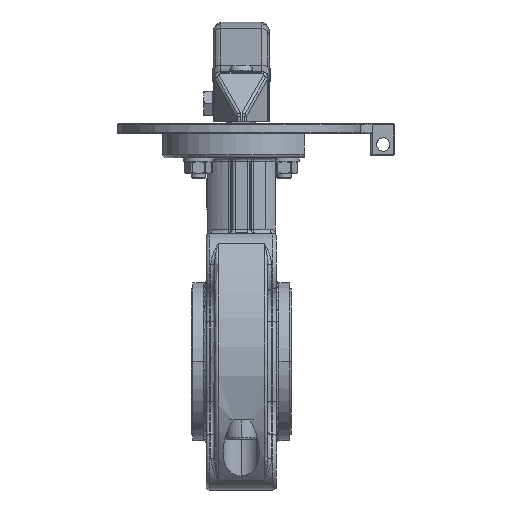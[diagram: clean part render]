
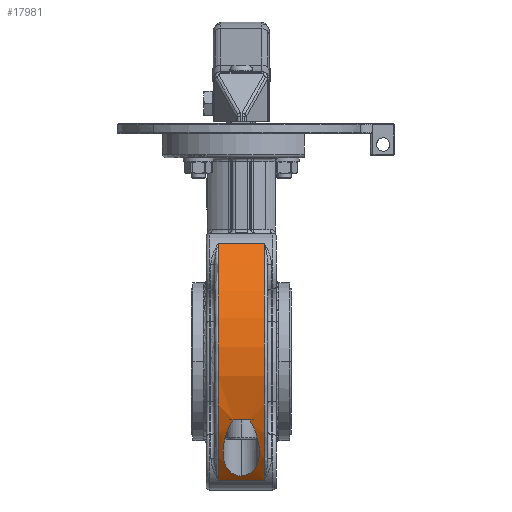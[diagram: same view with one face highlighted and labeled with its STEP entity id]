
A CAD part, front view. The second image highlights one B-rep face of the part: STEP entity #17981.
In plain terms, the highlighted cylindrical face has radius 69 mm (diameter 138 mm), a partial arc.
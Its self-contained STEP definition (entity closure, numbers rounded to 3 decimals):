
#4274=CARTESIAN_POINT('',(3.387,-64.692,-24.));
#4275=VERTEX_POINT('',#4274);
#4283=CARTESIAN_POINT('',(-0.,-50.5,-47.019));
#4284=VERTEX_POINT('',#4283);
#4291=CARTESIAN_POINT('',(3.387,-64.692,-24.));
#4292=CARTESIAN_POINT('',(3.764,-64.501,-24.514));
#4293=CARTESIAN_POINT('',(4.091,-64.297,-25.046));
#4294=CARTESIAN_POINT('',(4.391,-64.08,-25.588));
#4295=CARTESIAN_POINT('',(4.691,-63.864,-26.129));
#4296=CARTESIAN_POINT('',(4.961,-63.636,-26.681));
#4297=CARTESIAN_POINT('',(5.209,-63.396,-27.239));
#4298=CARTESIAN_POINT('',(5.706,-62.917,-28.355));
#4299=CARTESIAN_POINT('',(6.117,-62.388,-29.501));
#4300=CARTESIAN_POINT('',(6.451,-61.826,-30.635));
#4301=CARTESIAN_POINT('',(6.784,-61.264,-31.77));
#4302=CARTESIAN_POINT('',(7.041,-60.666,-32.898));
#4303=CARTESIAN_POINT('',(7.22,-60.03,-34.021));
#4304=CARTESIAN_POINT('',(7.399,-59.394,-35.143));
#4305=CARTESIAN_POINT('',(7.5,-58.72,-36.258));
#4306=CARTESIAN_POINT('',(7.5,-58.004,-37.37));
#4307=CARTESIAN_POINT('',(7.5,-57.647,-37.925));
#4308=CARTESIAN_POINT('',(7.475,-57.281,-38.475));
#4309=CARTESIAN_POINT('',(7.42,-56.91,-39.016));
#4310=CARTESIAN_POINT('',(7.366,-56.54,-39.556));
#4311=CARTESIAN_POINT('',(7.283,-56.163,-40.088));
#4312=CARTESIAN_POINT('',(7.165,-55.782,-40.612));
#4313=CARTESIAN_POINT('',(7.106,-55.592,-40.874));
#4314=CARTESIAN_POINT('',(7.038,-55.4,-41.133));
#4315=CARTESIAN_POINT('',(6.961,-55.207,-41.39));
#4316=CARTESIAN_POINT('',(6.883,-55.014,-41.648));
#4317=CARTESIAN_POINT('',(6.796,-54.82,-41.903));
#4318=CARTESIAN_POINT('',(6.699,-54.627,-42.153));
#4319=CARTESIAN_POINT('',(6.505,-54.242,-42.652));
#4320=CARTESIAN_POINT('',(6.271,-53.86,-43.133));
#4321=CARTESIAN_POINT('',(5.989,-53.485,-43.593));
#4322=CARTESIAN_POINT('',(5.847,-53.297,-43.823));
#4323=CARTESIAN_POINT('',(5.694,-53.112,-44.048));
#4324=CARTESIAN_POINT('',(5.525,-52.929,-44.267));
#4325=CARTESIAN_POINT('',(5.357,-52.745,-44.486));
#4326=CARTESIAN_POINT('',(5.175,-52.565,-44.699));
#4327=CARTESIAN_POINT('',(4.979,-52.391,-44.902));
#4328=CARTESIAN_POINT('',(4.589,-52.044,-45.306));
#4329=CARTESIAN_POINT('',(4.144,-51.721,-45.674));
#4330=CARTESIAN_POINT('',(3.631,-51.438,-45.991));
#4331=CARTESIAN_POINT('',(3.118,-51.154,-46.309));
#4332=CARTESIAN_POINT('',(2.557,-50.92,-46.564));
#4333=CARTESIAN_POINT('',(1.934,-50.754,-46.745));
#4334=CARTESIAN_POINT('',(1.312,-50.588,-46.925));
#4335=CARTESIAN_POINT('',(0.668,-50.5,-47.019));
#4336=CARTESIAN_POINT('',(-0.,-50.5,-47.019));
#4337=B_SPLINE_CURVE_WITH_KNOTS('',3,(#4291,#4292,#4293,#4294,#4295,#4296,#4297,#4298,#4299,#4300,#4301,#4302,#4303,#4304,#4305,#4306,#4307,#4308,#4309,#4310,#4311,#4312,#4313,#4314,#4315,#4316,
#4317,#4318,#4319,#4320,#4321,#4322,#4323,#4324,#4325,#4326,#4327,#4328,#4329,#4330,#4331,#4332,#4333,#4334,#4335,#4336),.UNSPECIFIED.,.F.,.F.,(4,3,3,3,3,3,3,3,3,3,3,3,3,3,3,4),(0.,0.002,0.004,0.008,0.012,0.016,0.018,0.02,0.021,0.022,0.024,0.025,0.026,0.028,0.029,0.031),.UNSPECIFIED.);
#4338=EDGE_CURVE('NONE',#4275,#4284,#4337,.T.);
#12304=CARTESIAN_POINT('',(-9.5,-48.79,-48.79));
#12305=VERTEX_POINT('',#12304);
#12402=CARTESIAN_POINT('',(9.5,-48.79,-48.79));
#12403=VERTEX_POINT('',#12402);
#12423=CARTESIAN_POINT('',(9.5,-48.79,-48.79));
#12424=DIRECTION('',(-1.,-0.,0.));
#12425=VECTOR('',#12424,19.);
#12426=LINE('',#12423,#12425);
#12427=EDGE_CURVE('NONE',#12403,#12305,#12426,.T.);
#13761=CARTESIAN_POINT('',(-3.387,-64.692,-24.));
#13762=VERTEX_POINT('',#13761);
#13763=CARTESIAN_POINT('',(-3.387,-64.692,-24.));
#13764=DIRECTION('',(1.,0.,-0.));
#13765=VECTOR('',#13764,6.774);
#13766=LINE('',#13763,#13765);
#13767=EDGE_CURVE('NONE',#13762,#4275,#13766,.T.);
#13791=CARTESIAN_POINT('',(-0.,-50.5,-47.019));
#13792=CARTESIAN_POINT('',(-0.667,-50.5,-47.019));
#13793=CARTESIAN_POINT('',(-1.323,-50.59,-46.923));
#13794=CARTESIAN_POINT('',(-1.943,-50.756,-46.742));
#13795=CARTESIAN_POINT('',(-2.254,-50.839,-46.652));
#13796=CARTESIAN_POINT('',(-2.55,-50.94,-46.542));
#13797=CARTESIAN_POINT('',(-2.833,-51.056,-46.415));
#13798=CARTESIAN_POINT('',(-3.116,-51.171,-46.288));
#13799=CARTESIAN_POINT('',(-3.388,-51.303,-46.142));
#13800=CARTESIAN_POINT('',(-3.643,-51.444,-45.984));
#13801=CARTESIAN_POINT('',(-4.153,-51.727,-45.667));
#13802=CARTESIAN_POINT('',(-4.595,-52.05,-45.3));
#13803=CARTESIAN_POINT('',(-4.987,-52.398,-44.894));
#13804=CARTESIAN_POINT('',(-5.183,-52.572,-44.69));
#13805=CARTESIAN_POINT('',(-5.365,-52.753,-44.477));
#13806=CARTESIAN_POINT('',(-5.532,-52.936,-44.259));
#13807=CARTESIAN_POINT('',(-5.699,-53.118,-44.04));
#13808=CARTESIAN_POINT('',(-5.852,-53.303,-43.816));
#13809=CARTESIAN_POINT('',(-5.993,-53.491,-43.586));
#13810=CARTESIAN_POINT('',(-6.275,-53.865,-43.126));
#13811=CARTESIAN_POINT('',(-6.509,-54.248,-42.644));
#13812=CARTESIAN_POINT('',(-6.703,-54.635,-42.142));
#13813=CARTESIAN_POINT('',(-6.897,-55.022,-41.641));
#13814=CARTESIAN_POINT('',(-7.049,-55.408,-41.126));
#13815=CARTESIAN_POINT('',(-7.166,-55.787,-40.605));
#13816=CARTESIAN_POINT('',(-7.283,-56.167,-40.084));
#13817=CARTESIAN_POINT('',(-7.366,-56.542,-39.553));
#13818=CARTESIAN_POINT('',(-7.42,-56.911,-39.015));
#13819=CARTESIAN_POINT('',(-7.475,-57.28,-38.477));
#13820=CARTESIAN_POINT('',(-7.5,-57.643,-37.93));
#13821=CARTESIAN_POINT('',(-7.5,-58.001,-37.376));
#13822=CARTESIAN_POINT('',(-7.5,-58.358,-36.821));
#13823=CARTESIAN_POINT('',(-7.474,-58.708,-36.261));
#13824=CARTESIAN_POINT('',(-7.427,-59.046,-35.702));
#13825=CARTESIAN_POINT('',(-7.379,-59.384,-35.142));
#13826=CARTESIAN_POINT('',(-7.309,-59.712,-34.582));
#13827=CARTESIAN_POINT('',(-7.22,-60.03,-34.02));
#13828=CARTESIAN_POINT('',(-7.041,-60.667,-32.896));
#13829=CARTESIAN_POINT('',(-6.783,-61.266,-31.767));
#13830=CARTESIAN_POINT('',(-6.45,-61.828,-30.632));
#13831=CARTESIAN_POINT('',(-6.116,-62.39,-29.498));
#13832=CARTESIAN_POINT('',(-5.705,-62.918,-28.352));
#13833=CARTESIAN_POINT('',(-5.208,-63.397,-27.237));
#13834=CARTESIAN_POINT('',(-4.96,-63.636,-26.68));
#13835=CARTESIAN_POINT('',(-4.69,-63.864,-26.128));
#13836=CARTESIAN_POINT('',(-4.391,-64.081,-25.587));
#13837=CARTESIAN_POINT('',(-4.091,-64.297,-25.045));
#13838=CARTESIAN_POINT('',(-3.763,-64.501,-24.513));
#13839=CARTESIAN_POINT('',(-3.387,-64.692,-24.));
#13840=B_SPLINE_CURVE_WITH_KNOTS('',3,(#13791,#13792,#13793,#13794,#13795,#13796,#13797,#13798,#13799,#13800,#13801,#13802,#13803,#13804,#13805,#13806,#13807,#13808,#13809,#13810,#13811,#13812,#13813,#13814,#13815,#13816,
#13817,#13818,#13819,#13820,#13821,#13822,#13823,#13824,#13825,#13826,#13827,#13828,#13829,#13830,#13831,#13832,#13833,#13834,#13835,#13836,#13837,#13838,#13839),.UNSPECIFIED.,.F.,.F.,(4,3,3,3,3,3,3,3,3,3,3,3,3,3,3,3,4),(0.031,0.033,0.034,0.035,0.037,0.038,0.039,0.041,0.043,0.045,0.047,0.049,0.051,0.055,0.059,0.061,0.063),.UNSPECIFIED.);
#13841=EDGE_CURVE('NONE',#4284,#13762,#13840,.T.);
#16672=CARTESIAN_POINT('',(9.5,-48.79,48.79));
#16673=VERTEX_POINT('',#16672);
#16722=CARTESIAN_POINT('',(9.5,0.,0.));
#16723=DIRECTION('',(1.,0.,0.));
#16724=DIRECTION('',(0.,0.,-1.));
#16725=AXIS2_PLACEMENT_3D('',#16722,#16723,#16724);
#16726=CIRCLE('',#16725,69.);
#16727=EDGE_CURVE('NONE',#16673,#12403,#16726,.T.);
#16789=CARTESIAN_POINT('',(-9.5,-48.79,48.79));
#16790=VERTEX_POINT('',#16789);
#16810=CARTESIAN_POINT('',(-9.5,-48.79,48.79));
#16811=DIRECTION('',(1.,0.,0.));
#16812=VECTOR('',#16811,19.);
#16813=LINE('',#16810,#16812);
#16814=EDGE_CURVE('NONE',#16790,#16673,#16813,.T.);
#17069=CARTESIAN_POINT('',(-9.5,0.,0.));
#17070=DIRECTION('',(-1.,-0.,-0.));
#17071=DIRECTION('',(-0.,-0.,1.));
#17072=AXIS2_PLACEMENT_3D('',#17069,#17070,#17071);
#17073=CIRCLE('',#17072,69.);
#17074=EDGE_CURVE('NONE',#12305,#16790,#17073,.T.);
#17965=CARTESIAN_POINT('',(0.,0.,0.));
#17966=DIRECTION('',(1.,0.,0.));
#17967=DIRECTION('',(-0.,-0.707,0.707));
#17968=AXIS2_PLACEMENT_3D('',#17965,#17966,#17967);
#17969=CYLINDRICAL_SURFACE('',#17968,69.);
#17970=ORIENTED_EDGE('',*,*,#17074,.F.);
#17971=ORIENTED_EDGE('',*,*,#12427,.F.);
#17972=ORIENTED_EDGE('',*,*,#16727,.F.);
#17973=ORIENTED_EDGE('',*,*,#16814,.F.);
#17974=EDGE_LOOP('',(#17970,#17971,#17972,#17973));
#17975=FACE_BOUND('',#17974,.T.);
#17976=ORIENTED_EDGE('',*,*,#4338,.T.);
#17977=ORIENTED_EDGE('',*,*,#13841,.T.);
#17978=ORIENTED_EDGE('',*,*,#13767,.T.);
#17979=EDGE_LOOP('',(#17976,#17977,#17978));
#17980=FACE_BOUND('',#17979,.T.);
#17981=ADVANCED_FACE('NONE',(#17975,#17980),#17969,.T.);
